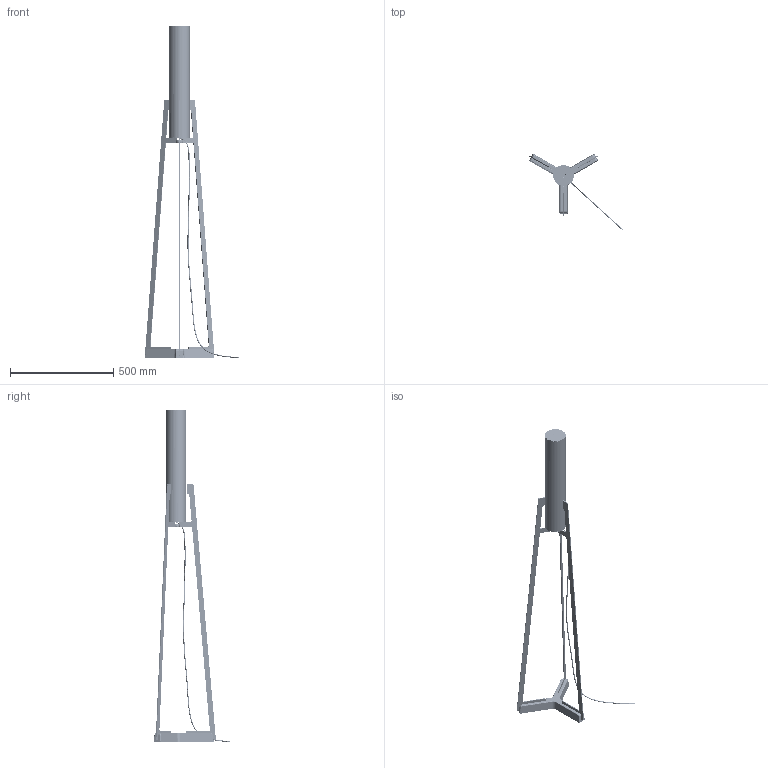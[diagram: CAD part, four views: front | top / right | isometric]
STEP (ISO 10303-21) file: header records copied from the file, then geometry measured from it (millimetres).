
FILE_DESCRIPTION(/* description */ (''),/* implementation_level */ '2;1');
FILE_NAME(/* name */ 'Criosfera_struttura F completo',/* time_stamp */ '2025-05-22T14:36:41+02:00',/* author */ (''),/* organization */ (''),/* preprocessor_version */ 'ST-DEVELOPER v16.5',/* originating_system */ 'Rhino 7.37',/* authorisation */ '');
FILE_SCHEMA (('AUTOMOTIVE_DESIGN'));
Products named in the file (7): Document; wireframe_rep_0; Blocco 390; Blocco 381; Blocco 03; Blocco 02; Blocco 01
Assembly tree (39 placements, depth 2):
  Document
    wireframe_rep_0
    Blocco 390
    Blocco 381
    Blocco 03  x12
    Blocco 02  x12
    Blocco 01  x12
Bounding box: 456.3 x 370.7 x 1607.31 mm (x, y, z)
Volume: 679634.7 mm3; surface area: 1188771.4 mm2
Topology: 11 solids, 10102 shells, 10467 faces, 61054 edges, 60707 vertices
Faces by surface type: bspline 9902, plane 394, cylinder 171
Entity records: 120239 total; most frequent: CARTESIAN_POINT 81400, ORIENTED_EDGE 7009, EDGE_CURVE 6019, VERTEX_POINT 5667, B_SPLINE_CURVE_WITH_KNOTS 3836, EDGE_LOOP 1245, ADVANCED_FACE 1227, FACE_OUTER_BOUND 1227
